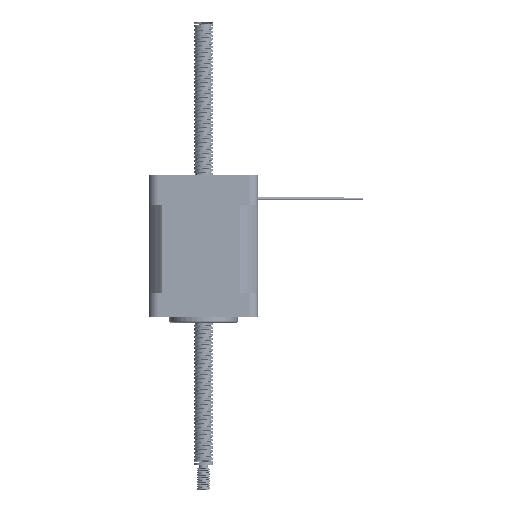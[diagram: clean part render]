
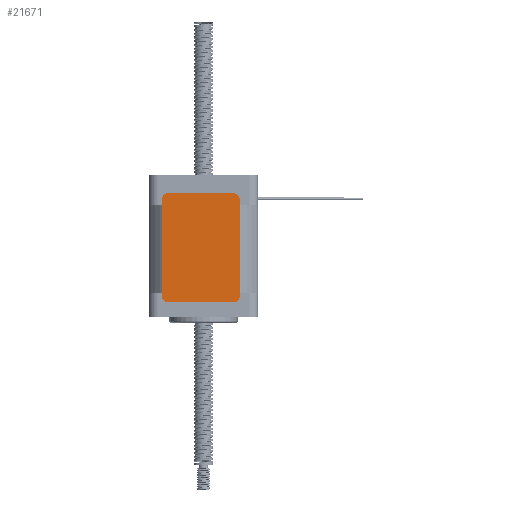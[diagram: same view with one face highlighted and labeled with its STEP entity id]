
A CAD part, left-side view. The second image highlights one B-rep face of the part: STEP entity #21671.
In plain terms, the highlighted face is planar.
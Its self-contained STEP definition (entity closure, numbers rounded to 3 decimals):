
#3296 = VECTOR ( 'NONE', #104335, 1000. ) ;
#3972 = VERTEX_POINT ( 'NONE', #10731 ) ;
#6243 = ORIENTED_EDGE ( 'NONE', *, *, #110528, .T. ) ;
#7559 = VERTEX_POINT ( 'NONE', #8309 ) ;
#8107 = DIRECTION ( 'NONE',  ( 0., 0., 1. ) ) ;
#8309 = CARTESIAN_POINT ( 'NONE',  ( 35., 23., 0.2 ) ) ;
#10731 = CARTESIAN_POINT ( 'NONE',  ( 2., 0., 0.2 ) ) ;
#10766 = CARTESIAN_POINT ( 'NONE',  ( 2., 25., 0.2 ) ) ;
#13355 = DIRECTION ( 'NONE',  ( 1., 0., 0. ) ) ;
#16705 = VERTEX_POINT ( 'NONE', #42774 ) ;
#19773 = AXIS2_PLACEMENT_3D ( 'NONE', #74930, #103934, #112249 ) ;
#20347 = ORIENTED_EDGE ( 'NONE', *, *, #65738, .T. ) ;
#21671 = ADVANCED_FACE ( 'NONE', ( #25868 ), #72719, .T. ) ;
#22141 = ORIENTED_EDGE ( 'NONE', *, *, #44064, .T. ) ;
#23597 = DIRECTION ( 'NONE',  ( 0., 1., 0. ) ) ;
#23916 = LINE ( 'NONE', #41152, #63496 ) ;
#24404 = CARTESIAN_POINT ( 'NONE',  ( 33., 0., 0.2 ) ) ;
#25571 = DIRECTION ( 'NONE',  ( 1., 0., 0. ) ) ;
#25868 = FACE_OUTER_BOUND ( 'NONE', #42178, .T. ) ;
#27469 = AXIS2_PLACEMENT_3D ( 'NONE', #107326, #70539, #73929 ) ;
#27559 = DIRECTION ( 'NONE',  ( 0., -1., 0. ) ) ;
#27650 = CARTESIAN_POINT ( 'NONE',  ( 17.5, 12.5, 0.2 ) ) ;
#28515 = VECTOR ( 'NONE', #27559, 1000. ) ;
#29674 = VERTEX_POINT ( 'NONE', #102455 ) ;
#31604 = CARTESIAN_POINT ( 'NONE',  ( 33., 23., 0.2 ) ) ;
#33095 = DIRECTION ( 'NONE',  ( 0., 0., 1. ) ) ;
#36460 = LINE ( 'NONE', #108208, #28515 ) ;
#41152 = CARTESIAN_POINT ( 'NONE',  ( 35., 2., 0.2 ) ) ;
#42178 = EDGE_LOOP ( 'NONE', ( #83083, #22141, #6243, #50629, #110770, #62253, #70299, #20347 ) ) ;
#42774 = CARTESIAN_POINT ( 'NONE',  ( 0., 2., 0.2 ) ) ;
#44064 = EDGE_CURVE ( 'NONE', #16705, #3972, #82419, .T. ) ;
#44141 = VECTOR ( 'NONE', #13355, 1000. ) ;
#45111 = CARTESIAN_POINT ( 'NONE',  ( 33., 25., 0.2 ) ) ;
#47014 = EDGE_CURVE ( 'NONE', #29674, #16705, #36460, .T. ) ;
#47424 = CARTESIAN_POINT ( 'NONE',  ( 35., 2., 0.2 ) ) ;
#47490 = VERTEX_POINT ( 'NONE', #47424 ) ;
#50629 = ORIENTED_EDGE ( 'NONE', *, *, #111756, .T. ) ;
#55140 = CIRCLE ( 'NONE', #74099, 2. ) ;
#61003 = LINE ( 'NONE', #106073, #3296 ) ;
#62253 = ORIENTED_EDGE ( 'NONE', *, *, #105085, .T. ) ;
#62910 = AXIS2_PLACEMENT_3D ( 'NONE', #27650, #8107, #81024 ) ;
#62980 = EDGE_CURVE ( 'NONE', #47490, #7559, #23916, .T. ) ;
#63496 = VECTOR ( 'NONE', #77303, 1000. ) ;
#65738 = EDGE_CURVE ( 'NONE', #90255, #29674, #73333, .T. ) ;
#70299 = ORIENTED_EDGE ( 'NONE', *, *, #99290, .T. ) ;
#70539 = DIRECTION ( 'NONE',  ( 0., 0., 1. ) ) ;
#72719 = PLANE ( 'NONE',  #62910 ) ;
#73333 = CIRCLE ( 'NONE', #92282, 2. ) ;
#73929 = DIRECTION ( 'NONE',  ( -1., 0., 0. ) ) ;
#74099 = AXIS2_PLACEMENT_3D ( 'NONE', #31604, #115151, #25571 ) ;
#74930 = CARTESIAN_POINT ( 'NONE',  ( 33., 2., 0.2 ) ) ;
#76557 = CIRCLE ( 'NONE', #19773, 2. ) ;
#77303 = DIRECTION ( 'NONE',  ( 0., 1., 0. ) ) ;
#78140 = VERTEX_POINT ( 'NONE', #24404 ) ;
#81024 = DIRECTION ( 'NONE',  ( 1., 0., 0. ) ) ;
#81684 = VERTEX_POINT ( 'NONE', #45111 ) ;
#82419 = CIRCLE ( 'NONE', #27469, 2. ) ;
#83083 = ORIENTED_EDGE ( 'NONE', *, *, #47014, .T. ) ;
#90255 = VERTEX_POINT ( 'NONE', #10766 ) ;
#92282 = AXIS2_PLACEMENT_3D ( 'NONE', #104841, #33095, #23597 ) ;
#94586 = LINE ( 'NONE', #114116, #44141 ) ;
#99290 = EDGE_CURVE ( 'NONE', #81684, #90255, #61003, .T. ) ;
#102455 = CARTESIAN_POINT ( 'NONE',  ( 0., 23., 0.2 ) ) ;
#103934 = DIRECTION ( 'NONE',  ( 0., 0., 1. ) ) ;
#104335 = DIRECTION ( 'NONE',  ( -1., 0., 0. ) ) ;
#104841 = CARTESIAN_POINT ( 'NONE',  ( 2., 23., 0.2 ) ) ;
#105085 = EDGE_CURVE ( 'NONE', #7559, #81684, #55140, .T. ) ;
#106073 = CARTESIAN_POINT ( 'NONE',  ( 33., 25., 0.2 ) ) ;
#107326 = CARTESIAN_POINT ( 'NONE',  ( 2., 2., 0.2 ) ) ;
#108208 = CARTESIAN_POINT ( 'NONE',  ( 0., 23., 0.2 ) ) ;
#110528 = EDGE_CURVE ( 'NONE', #3972, #78140, #94586, .T. ) ;
#110770 = ORIENTED_EDGE ( 'NONE', *, *, #62980, .T. ) ;
#111756 = EDGE_CURVE ( 'NONE', #78140, #47490, #76557, .T. ) ;
#112249 = DIRECTION ( 'NONE',  ( 0., -1., 0. ) ) ;
#114116 = CARTESIAN_POINT ( 'NONE',  ( 2., 0., 0.2 ) ) ;
#115151 = DIRECTION ( 'NONE',  ( 0., 0., 1. ) ) ;
